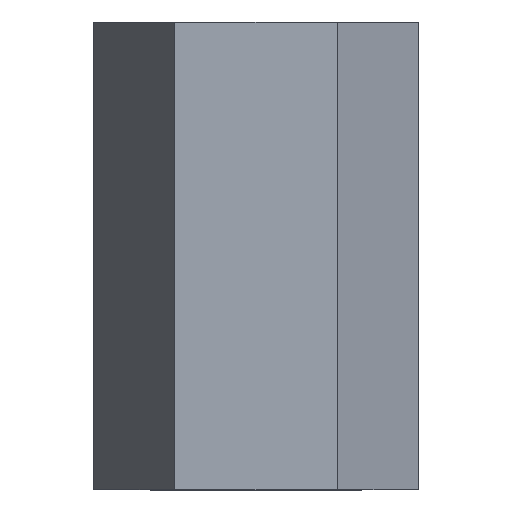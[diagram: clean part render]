
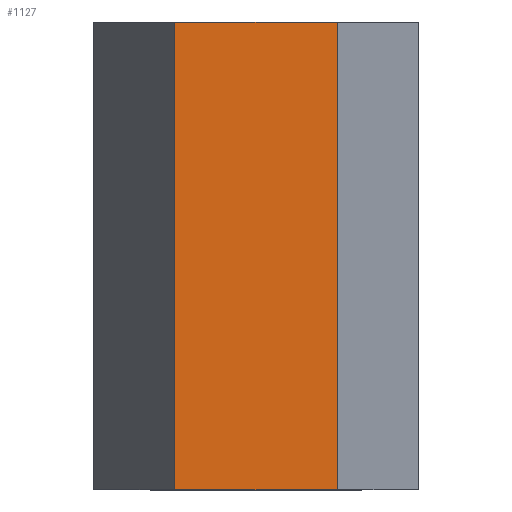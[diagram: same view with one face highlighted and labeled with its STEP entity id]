
A CAD part, left-side view. The second image highlights one B-rep face of the part: STEP entity #1127.
In plain terms, the highlighted planar face has unit normal (-1, 0, 0).
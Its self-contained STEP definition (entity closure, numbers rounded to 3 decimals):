
#708 = PLANE('',#709);
#709 = AXIS2_PLACEMENT_3D('',#710,#711,#712);
#710 = CARTESIAN_POINT('',(-3.5,3.5,10.));
#711 = DIRECTION('',(0.,0.,1.));
#712 = DIRECTION('',(1.,0.,0.));
#839 = VERTEX_POINT('',#840);
#840 = CARTESIAN_POINT('',(-3.,-1.732,10.));
#853 = PLANE('',#854);
#854 = AXIS2_PLACEMENT_3D('',#855,#856,#857);
#855 = CARTESIAN_POINT('',(-3.,-1.732,15.));
#856 = DIRECTION('',(-0.5,-0.866,0.));
#857 = DIRECTION('',(-0.866,0.5,0.));
#943 = VERTEX_POINT('',#944);
#944 = CARTESIAN_POINT('',(-3.,1.732,10.));
#957 = PLANE('',#958);
#958 = AXIS2_PLACEMENT_3D('',#959,#960,#961);
#959 = CARTESIAN_POINT('',(0.,3.464,15.));
#960 = DIRECTION('',(-0.5,0.866,0.));
#961 = DIRECTION('',(0.866,0.5,0.));
#968 = EDGE_CURVE('',#839,#943,#969,.T.);
#969 = SURFACE_CURVE('',#970,(#974,#980),.PCURVE_S1.);
#970 = LINE('',#971,#972);
#971 = CARTESIAN_POINT('',(-3.,2.616,10.));
#972 = VECTOR('',#973,1.);
#973 = DIRECTION('',(0.,1.,0.));
#974 = PCURVE('',#708,#975);
#975 = DEFINITIONAL_REPRESENTATION('',(#976),#979);
#976 = B_SPLINE_CURVE_WITH_KNOTS('',1,(#977,#978),.UNSPECIFIED.,.F.,.F.,
  (2,2),(-4.348,-0.884),.PIECEWISE_BEZIER_KNOTS.);
#977 = CARTESIAN_POINT('',(0.5,-5.232));
#978 = CARTESIAN_POINT('',(0.5,-1.768));
#979 = ( GEOMETRIC_REPRESENTATION_CONTEXT(2) 
PARAMETRIC_REPRESENTATION_CONTEXT() REPRESENTATION_CONTEXT('2D SPACE',''
  ) );
#980 = PCURVE('',#981,#986);
#981 = PLANE('',#982);
#982 = AXIS2_PLACEMENT_3D('',#983,#984,#985);
#983 = CARTESIAN_POINT('',(-3.,1.732,15.));
#984 = DIRECTION('',(-1.,0.,0.));
#985 = DIRECTION('',(0.,1.,0.));
#986 = DEFINITIONAL_REPRESENTATION('',(#987),#990);
#987 = B_SPLINE_CURVE_WITH_KNOTS('',1,(#988,#989),.UNSPECIFIED.,.F.,.F.,
  (2,2),(-4.348,-0.884),.PIECEWISE_BEZIER_KNOTS.);
#988 = CARTESIAN_POINT('',(-3.464,5.));
#989 = CARTESIAN_POINT('',(0.,5.));
#990 = ( GEOMETRIC_REPRESENTATION_CONTEXT(2) 
PARAMETRIC_REPRESENTATION_CONTEXT() REPRESENTATION_CONTEXT('2D SPACE',''
  ) );
#1023 = EDGE_CURVE('',#839,#1024,#1026,.T.);
#1024 = VERTEX_POINT('',#1025);
#1025 = CARTESIAN_POINT('',(-3.,-1.732,0.));
#1026 = SURFACE_CURVE('',#1027,(#1031,#1038),.PCURVE_S1.);
#1027 = LINE('',#1028,#1029);
#1028 = CARTESIAN_POINT('',(-3.,-1.732,15.));
#1029 = VECTOR('',#1030,1.);
#1030 = DIRECTION('',(0.,0.,-1.));
#1031 = PCURVE('',#853,#1032);
#1032 = DEFINITIONAL_REPRESENTATION('',(#1033),#1037);
#1033 = LINE('',#1034,#1035);
#1034 = CARTESIAN_POINT('',(0.,-0.));
#1035 = VECTOR('',#1036,1.);
#1036 = DIRECTION('',(0.,1.));
#1037 = ( GEOMETRIC_REPRESENTATION_CONTEXT(2) 
PARAMETRIC_REPRESENTATION_CONTEXT() REPRESENTATION_CONTEXT('2D SPACE',''
  ) );
#1038 = PCURVE('',#981,#1039);
#1039 = DEFINITIONAL_REPRESENTATION('',(#1040),#1044);
#1040 = LINE('',#1041,#1042);
#1041 = CARTESIAN_POINT('',(-3.464,-0.));
#1042 = VECTOR('',#1043,1.);
#1043 = DIRECTION('',(0.,1.));
#1044 = ( GEOMETRIC_REPRESENTATION_CONTEXT(2) 
PARAMETRIC_REPRESENTATION_CONTEXT() REPRESENTATION_CONTEXT('2D SPACE',''
  ) );
#1062 = PLANE('',#1063);
#1063 = AXIS2_PLACEMENT_3D('',#1064,#1065,#1066);
#1064 = CARTESIAN_POINT('',(0.,0.,
    0.));
#1065 = DIRECTION('',(0.,0.,-1.));
#1066 = DIRECTION('',(-1.,0.,0.));
#1127 = ADVANCED_FACE('',(#1128),#981,.T.);
#1128 = FACE_BOUND('',#1129,.T.);
#1129 = EDGE_LOOP('',(#1130,#1131,#1132,#1155));
#1130 = ORIENTED_EDGE('',*,*,#1023,.F.);
#1131 = ORIENTED_EDGE('',*,*,#968,.T.);
#1132 = ORIENTED_EDGE('',*,*,#1133,.T.);
#1133 = EDGE_CURVE('',#943,#1134,#1136,.T.);
#1134 = VERTEX_POINT('',#1135);
#1135 = CARTESIAN_POINT('',(-3.,1.732,0.));
#1136 = SURFACE_CURVE('',#1137,(#1141,#1148),.PCURVE_S1.);
#1137 = LINE('',#1138,#1139);
#1138 = CARTESIAN_POINT('',(-3.,1.732,15.));
#1139 = VECTOR('',#1140,1.);
#1140 = DIRECTION('',(0.,0.,-1.));
#1141 = PCURVE('',#981,#1142);
#1142 = DEFINITIONAL_REPRESENTATION('',(#1143),#1147);
#1143 = LINE('',#1144,#1145);
#1144 = CARTESIAN_POINT('',(0.,0.));
#1145 = VECTOR('',#1146,1.);
#1146 = DIRECTION('',(0.,1.));
#1147 = ( GEOMETRIC_REPRESENTATION_CONTEXT(2) 
PARAMETRIC_REPRESENTATION_CONTEXT() REPRESENTATION_CONTEXT('2D SPACE',''
  ) );
#1148 = PCURVE('',#957,#1149);
#1149 = DEFINITIONAL_REPRESENTATION('',(#1150),#1154);
#1150 = LINE('',#1151,#1152);
#1151 = CARTESIAN_POINT('',(-3.464,0.));
#1152 = VECTOR('',#1153,1.);
#1153 = DIRECTION('',(0.,1.));
#1154 = ( GEOMETRIC_REPRESENTATION_CONTEXT(2) 
PARAMETRIC_REPRESENTATION_CONTEXT() REPRESENTATION_CONTEXT('2D SPACE',''
  ) );
#1155 = ORIENTED_EDGE('',*,*,#1156,.T.);
#1156 = EDGE_CURVE('',#1134,#1024,#1157,.T.);
#1157 = SURFACE_CURVE('',#1158,(#1162,#1169),.PCURVE_S1.);
#1158 = LINE('',#1159,#1160);
#1159 = CARTESIAN_POINT('',(-3.,-1.732,0.));
#1160 = VECTOR('',#1161,1.);
#1161 = DIRECTION('',(0.,-1.,0.));
#1162 = PCURVE('',#981,#1163);
#1163 = DEFINITIONAL_REPRESENTATION('',(#1164),#1168);
#1164 = LINE('',#1165,#1166);
#1165 = CARTESIAN_POINT('',(-3.464,15.));
#1166 = VECTOR('',#1167,1.);
#1167 = DIRECTION('',(-1.,-0.));
#1168 = ( GEOMETRIC_REPRESENTATION_CONTEXT(2) 
PARAMETRIC_REPRESENTATION_CONTEXT() REPRESENTATION_CONTEXT('2D SPACE',''
  ) );
#1169 = PCURVE('',#1062,#1170);
#1170 = DEFINITIONAL_REPRESENTATION('',(#1171),#1175);
#1171 = LINE('',#1172,#1173);
#1172 = CARTESIAN_POINT('',(3.,-1.732));
#1173 = VECTOR('',#1174,1.);
#1174 = DIRECTION('',(0.,-1.));
#1175 = ( GEOMETRIC_REPRESENTATION_CONTEXT(2) 
PARAMETRIC_REPRESENTATION_CONTEXT() REPRESENTATION_CONTEXT('2D SPACE',''
  ) );
